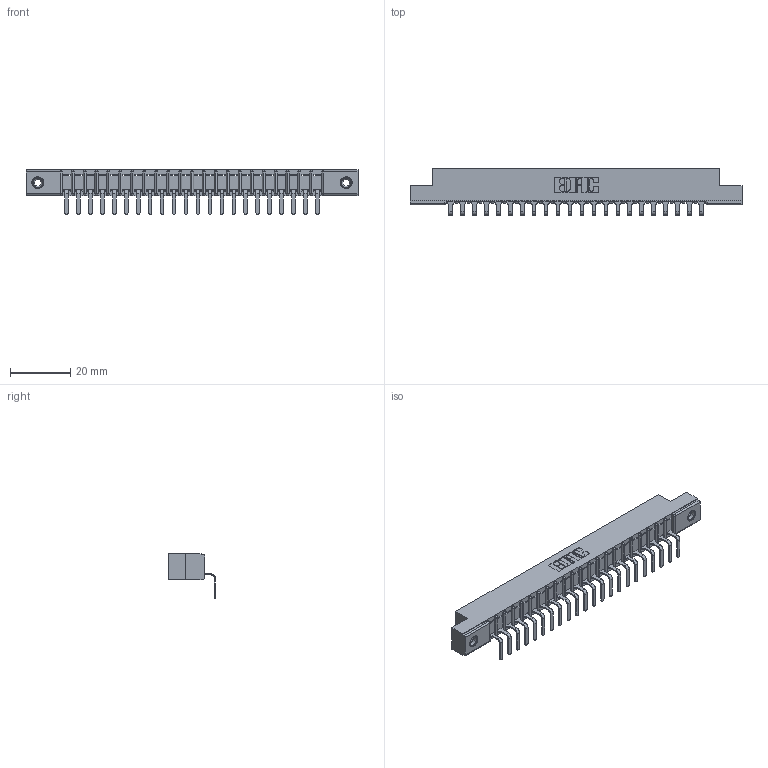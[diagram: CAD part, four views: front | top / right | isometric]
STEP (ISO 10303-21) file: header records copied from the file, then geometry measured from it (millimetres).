
FILE_DESCRIPTION (( 'STEP AP203' ), '1' );
FILE_NAME ('307-022-559-108.STEP', '2019-09-04T16:18:44', ( '' ), ( '' ), 'SwSTEP 2.0', 'SolidWorks 2016', '' );
FILE_SCHEMA (( 'CONFIG_CONTROL_DESIGN' ));
Length unit declared in the file: inch
Products named in the file (4): 307-022-559-108; 307-290-001_558 559 - 1 (Single); 345-250-001_345-250-003-102; 307 Part_.156 Dia Mounting Holes
Assembly tree (25 placements, depth 2):
  307-022-559-108
    307 Part_.156 Dia Mounting Holes
    307-290-001_558 559 - 1 (Single)  x22
    345-250-001_345-250-003-102  x2
Bounding box: 110.19 x 15.46 x 14.81 mm (x, y, z)
Volume: 6977 mm3; surface area: 10993 mm2
Topology: 25 solids, 25 shells, 1521 faces, 4287 edges, 2758 vertices
Faces by surface type: plane 960, cylinder 499, sphere 46, cone 12, torus 4
Entity records: 22615 total; most frequent: CARTESIAN_POINT 3783, ORIENTED_EDGE 3762, DIRECTION 3701, EDGE_CURVE 1881, VECTOR 1433, LINE 1433, VERTEX_POINT 1216, AXIS2_PLACEMENT_3D 1134
